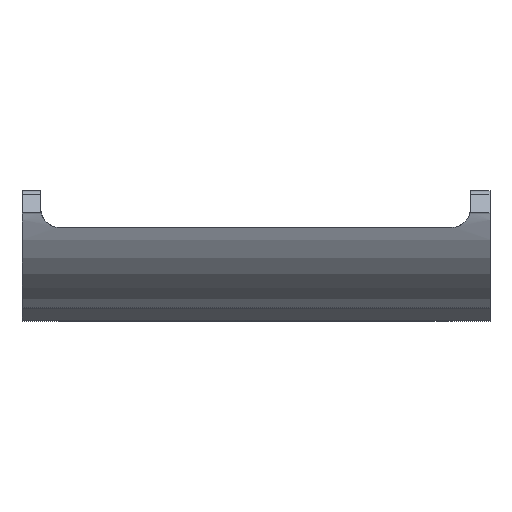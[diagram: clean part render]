
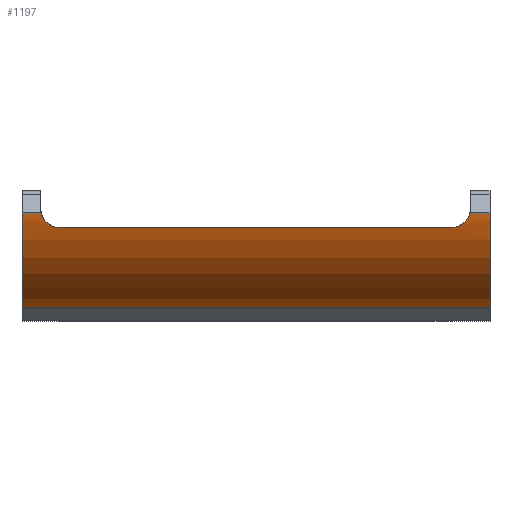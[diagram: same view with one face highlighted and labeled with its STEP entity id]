
A CAD part, left-side view. The second image highlights one B-rep face of the part: STEP entity #1197.
In plain terms, the highlighted cylindrical face has radius 34 mm (diameter 68 mm), a partial arc.
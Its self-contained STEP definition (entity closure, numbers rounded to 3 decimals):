
#17=CIRCLE('',#1273,34.);
#22=CIRCLE('',#1283,34.);
#23=CIRCLE('',#1284,34.);
#24=CIRCLE('',#1285,34.);
#82=B_SPLINE_CURVE_WITH_KNOTS('',3,(#1799,#1800,#1801,#1802,#1803,#1804,
#1805,#1806,#1807,#1808),.UNSPECIFIED.,.F.,.F.,(4,2,2,2,4),(0.767,
0.95,1.144,1.332,1.521),
 .UNSPECIFIED.);
#83=B_SPLINE_CURVE_WITH_KNOTS('',3,(#1860,#1861,#1862,#1863,#1864,#1865,
#1866,#1867,#1868,#1869),.UNSPECIFIED.,.F.,.F.,(4,2,2,2,4),(1.521,
1.71,1.899,2.092,2.275),
 .UNSPECIFIED.);
#90=CYLINDRICAL_SURFACE('',#1282,34.);
#129=FACE_OUTER_BOUND('',#193,.T.);
#193=EDGE_LOOP('',(#822,#823,#824,#825,#826,#827,#828,#829,#830,#831,#832,
#833));
#255=LINE('',#1779,#365);
#267=LINE('',#1838,#377);
#276=LINE('',#1859,#386);
#277=LINE('',#1873,#387);
#278=LINE('',#1877,#388);
#279=LINE('',#1880,#389);
#365=VECTOR('',#1403,10.);
#377=VECTOR('',#1437,10.);
#386=VECTOR('',#1454,10.);
#387=VECTOR('',#1457,10.);
#388=VECTOR('',#1460,10.);
#389=VECTOR('',#1463,10.);
#475=VERTEX_POINT('',#1777);
#476=VERTEX_POINT('',#1778);
#480=VERTEX_POINT('',#1797);
#487=VERTEX_POINT('',#1825);
#491=VERTEX_POINT('',#1836);
#492=VERTEX_POINT('',#1837);
#500=VERTEX_POINT('',#1858);
#501=VERTEX_POINT('',#1870);
#502=VERTEX_POINT('',#1872);
#503=VERTEX_POINT('',#1874);
#504=VERTEX_POINT('',#1876);
#505=VERTEX_POINT('',#1878);
#599=EDGE_CURVE('',#475,#476,#255,.T.);
#605=EDGE_CURVE('',#476,#480,#82,.T.);
#613=EDGE_CURVE('',#487,#475,#17,.T.);
#619=EDGE_CURVE('',#491,#492,#267,.T.);
#629=EDGE_CURVE('',#480,#500,#276,.T.);
#630=EDGE_CURVE('',#500,#491,#83,.T.);
#631=EDGE_CURVE('',#492,#501,#22,.T.);
#632=EDGE_CURVE('',#501,#502,#277,.T.);
#633=EDGE_CURVE('',#503,#502,#23,.T.);
#634=EDGE_CURVE('',#504,#503,#278,.T.);
#635=EDGE_CURVE('',#504,#505,#24,.T.);
#636=EDGE_CURVE('',#505,#487,#279,.T.);
#822=ORIENTED_EDGE('',*,*,#599,.T.);
#823=ORIENTED_EDGE('',*,*,#605,.T.);
#824=ORIENTED_EDGE('',*,*,#629,.T.);
#825=ORIENTED_EDGE('',*,*,#630,.T.);
#826=ORIENTED_EDGE('',*,*,#619,.T.);
#827=ORIENTED_EDGE('',*,*,#631,.T.);
#828=ORIENTED_EDGE('',*,*,#632,.T.);
#829=ORIENTED_EDGE('',*,*,#633,.F.);
#830=ORIENTED_EDGE('',*,*,#634,.F.);
#831=ORIENTED_EDGE('',*,*,#635,.T.);
#832=ORIENTED_EDGE('',*,*,#636,.T.);
#833=ORIENTED_EDGE('',*,*,#613,.T.);
#1197=ADVANCED_FACE('',(#129),#90,.T.);
#1273=AXIS2_PLACEMENT_3D('',#1826,#1424,#1425);
#1282=AXIS2_PLACEMENT_3D('',#1857,#1452,#1453);
#1283=AXIS2_PLACEMENT_3D('',#1871,#1455,#1456);
#1284=AXIS2_PLACEMENT_3D('',#1875,#1458,#1459);
#1285=AXIS2_PLACEMENT_3D('',#1879,#1461,#1462);
#1403=DIRECTION('',(0.,1.,0.));
#1424=DIRECTION('center_axis',(0.,-1.,0.));
#1425=DIRECTION('ref_axis',(-0.313,0.,-0.95));
#1437=DIRECTION('',(0.,1.,0.));
#1452=DIRECTION('center_axis',(0.,1.,0.));
#1453=DIRECTION('ref_axis',(-0.313,0.,-0.95));
#1454=DIRECTION('',(0.,1.,0.));
#1455=DIRECTION('center_axis',(0.,1.,0.));
#1456=DIRECTION('ref_axis',(-0.313,0.,-0.95));
#1457=DIRECTION('',(0.,1.,0.));
#1458=DIRECTION('center_axis',(0.,1.,0.));
#1459=DIRECTION('ref_axis',(-0.313,0.,-0.95));
#1460=DIRECTION('',(0.,1.,0.));
#1461=DIRECTION('center_axis',(0.,1.,0.));
#1462=DIRECTION('ref_axis',(-0.313,0.,-0.95));
#1463=DIRECTION('',(0.,1.,0.));
#1777=CARTESIAN_POINT('',(-33.466,5.25,-6.005));
#1778=CARTESIAN_POINT('',(-33.466,5.251,-6.005));
#1779=CARTESIAN_POINT('',(-33.466,0.,-6.005));
#1797=CARTESIAN_POINT('',(-32.205,10.25,-10.9));
#1799=CARTESIAN_POINT('Ctrl Pts',(-33.466,5.251,-6.005));
#1800=CARTESIAN_POINT('Ctrl Pts',(-33.357,5.264,-6.61));
#1801=CARTESIAN_POINT('Ctrl Pts',(-33.225,5.393,-7.244));
#1802=CARTESIAN_POINT('Ctrl Pts',(-32.94,5.896,-8.448));
#1803=CARTESIAN_POINT('Ctrl Pts',(-32.788,6.285,-9.011));
#1804=CARTESIAN_POINT('Ctrl Pts',(-32.533,7.173,-9.889));
#1805=CARTESIAN_POINT('Ctrl Pts',(-32.413,7.729,-10.268));
#1806=CARTESIAN_POINT('Ctrl Pts',(-32.249,8.953,-10.774));
#1807=CARTESIAN_POINT('Ctrl Pts',(-32.205,9.621,-10.9));
#1808=CARTESIAN_POINT('Ctrl Pts',(-32.205,10.25,-10.9));
#1825=CARTESIAN_POINT('',(-33.832,5.25,-3.381));
#1826=CARTESIAN_POINT('Origin',(0.,5.25,0.));
#1836=CARTESIAN_POINT('',(-33.466,119.973,-6.005));
#1837=CARTESIAN_POINT('',(-33.466,119.974,-6.005));
#1838=CARTESIAN_POINT('',(-33.466,0.,-6.005));
#1857=CARTESIAN_POINT('Origin',(0.,0.,0.));
#1858=CARTESIAN_POINT('',(-32.205,114.974,-10.9));
#1859=CARTESIAN_POINT('',(-32.205,0.,-10.9));
#1860=CARTESIAN_POINT('Ctrl Pts',(-32.205,114.974,-10.9));
#1861=CARTESIAN_POINT('Ctrl Pts',(-32.205,115.603,-10.9));
#1862=CARTESIAN_POINT('Ctrl Pts',(-32.249,116.271,-10.774));
#1863=CARTESIAN_POINT('Ctrl Pts',(-32.413,117.495,-10.268));
#1864=CARTESIAN_POINT('Ctrl Pts',(-32.533,118.051,-9.889));
#1865=CARTESIAN_POINT('Ctrl Pts',(-32.788,118.939,-9.011));
#1866=CARTESIAN_POINT('Ctrl Pts',(-32.94,119.328,-8.448));
#1867=CARTESIAN_POINT('Ctrl Pts',(-33.225,119.831,-7.244));
#1868=CARTESIAN_POINT('Ctrl Pts',(-33.357,119.96,-6.61));
#1869=CARTESIAN_POINT('Ctrl Pts',(-33.466,119.973,-6.005));
#1870=CARTESIAN_POINT('',(-33.832,119.974,-3.381));
#1871=CARTESIAN_POINT('Origin',(0.,119.974,0.));
#1872=CARTESIAN_POINT('',(-33.832,125.,-3.381));
#1873=CARTESIAN_POINT('',(-33.832,0.,-3.381));
#1874=CARTESIAN_POINT('',(-10.655,125.,-32.287));
#1875=CARTESIAN_POINT('Origin',(0.,125.,0.));
#1876=CARTESIAN_POINT('',(-10.655,0.,-32.287));
#1877=CARTESIAN_POINT('',(-10.655,0.,-32.287));
#1878=CARTESIAN_POINT('',(-33.832,0.,-3.381));
#1879=CARTESIAN_POINT('Origin',(0.,0.,0.));
#1880=CARTESIAN_POINT('',(-33.832,0.,-3.381));
